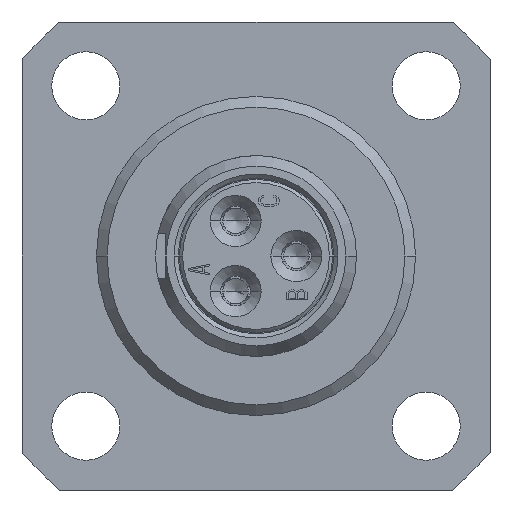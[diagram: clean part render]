
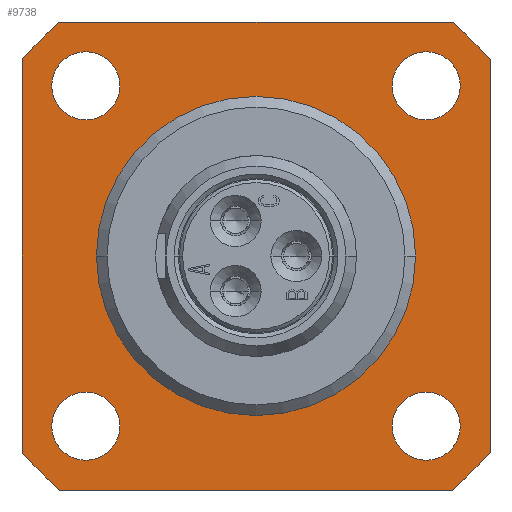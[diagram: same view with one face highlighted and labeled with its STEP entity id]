
A CAD part, left-side view. The second image highlights one B-rep face of the part: STEP entity #9738.
In plain terms, the highlighted planar face has unit normal (-1, 0, 0).
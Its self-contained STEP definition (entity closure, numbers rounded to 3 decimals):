
#350=CARTESIAN_POINT('',(-0.5,0.,0.));
#351=DIRECTION('',(1.,0.,0.));
#352=DIRECTION('',(0.,1.,0.));
#353=AXIS2_PLACEMENT_3D('',#350,#351,#352);
#363=CARTESIAN_POINT('',(-0.5,0.,0.));
#364=DIRECTION('',(1.,0.,0.));
#365=DIRECTION('',(0.,-1.,0.));
#366=AXIS2_PLACEMENT_3D('',#363,#364,#365);
#368=DIRECTION('',(0.,1.,0.));
#369=VECTOR('',#368,18.431);
#370=CARTESIAN_POINT('',(-0.5,-9.215,11.));
#371=LINE('924',#370,#369);
#372=CARTESIAN_POINT('',(-0.5,0.,0.));
#373=DIRECTION('',(1.,0.,0.));
#374=DIRECTION('',(0.,-0.642,0.767));
#375=AXIS2_PLACEMENT_3D('',#372,#373,#374);
#377=DIRECTION('',(0.,0.,1.));
#378=VECTOR('',#377,18.431);
#379=CARTESIAN_POINT('',(-0.5,-11.,-9.215));
#380=LINE('925',#379,#378);
#381=CARTESIAN_POINT('',(-0.5,0.,0.));
#382=DIRECTION('',(1.,0.,0.));
#383=DIRECTION('',(0.,-0.767,-0.642));
#384=AXIS2_PLACEMENT_3D('',#381,#382,#383);
#386=DIRECTION('',(0.,-1.,0.));
#387=VECTOR('',#386,18.431);
#388=CARTESIAN_POINT('',(-0.5,9.215,-11.));
#389=LINE('926',#388,#387);
#390=CARTESIAN_POINT('',(-0.5,0.,0.));
#391=DIRECTION('',(1.,0.,0.));
#392=DIRECTION('',(0.,0.642,-0.767));
#393=AXIS2_PLACEMENT_3D('',#390,#391,#392);
#395=DIRECTION('',(0.,0.,-1.));
#396=VECTOR('',#395,18.431);
#397=CARTESIAN_POINT('',(-0.5,11.,9.215));
#398=LINE('927',#397,#396);
#399=CARTESIAN_POINT('',(-0.5,0.,0.));
#400=DIRECTION('',(1.,0.,0.));
#401=DIRECTION('',(0.,0.767,0.642));
#402=AXIS2_PLACEMENT_3D('',#399,#400,#401);
#404=CARTESIAN_POINT('',(-0.5,8.,-8.));
#405=DIRECTION('',(-1.,0.,0.));
#406=DIRECTION('',(0.,0.,-1.));
#407=AXIS2_PLACEMENT_3D('',#404,#405,#406);
#409=CARTESIAN_POINT('',(-0.5,8.,-8.));
#410=DIRECTION('',(-1.,0.,0.));
#411=DIRECTION('',(0.,0.,1.));
#412=AXIS2_PLACEMENT_3D('',#409,#410,#411);
#414=CARTESIAN_POINT('',(-0.5,8.,8.));
#415=DIRECTION('',(-1.,0.,0.));
#416=DIRECTION('',(0.,0.,-1.));
#417=AXIS2_PLACEMENT_3D('',#414,#415,#416);
#419=CARTESIAN_POINT('',(-0.5,8.,8.));
#420=DIRECTION('',(-1.,0.,0.));
#421=DIRECTION('',(0.,0.,1.));
#422=AXIS2_PLACEMENT_3D('',#419,#420,#421);
#424=CARTESIAN_POINT('',(-0.5,-8.,-8.));
#425=DIRECTION('',(-1.,0.,0.));
#426=DIRECTION('',(0.,0.,-1.));
#427=AXIS2_PLACEMENT_3D('',#424,#425,#426);
#429=CARTESIAN_POINT('',(-0.5,-8.,-8.));
#430=DIRECTION('',(-1.,0.,0.));
#431=DIRECTION('',(0.,0.,1.));
#432=AXIS2_PLACEMENT_3D('',#429,#430,#431);
#434=CARTESIAN_POINT('',(-0.5,-8.,8.));
#435=DIRECTION('',(-1.,0.,0.));
#436=DIRECTION('',(0.,0.,-1.));
#437=AXIS2_PLACEMENT_3D('',#434,#435,#436);
#439=CARTESIAN_POINT('',(-0.5,-8.,8.));
#440=DIRECTION('',(-1.,0.,0.));
#441=DIRECTION('',(0.,0.,1.));
#442=AXIS2_PLACEMENT_3D('',#439,#440,#441);
#7370=CARTESIAN_POINT('',(-0.5,7.5,0.));
#7371=VERTEX_POINT('',#7370);
#7372=CARTESIAN_POINT('',(-0.5,-7.5,0.));
#7373=VERTEX_POINT('',#7372);
#7390=CARTESIAN_POINT('',(-0.5,8.,-9.6));
#7391=CARTESIAN_POINT('',(-0.5,8.,-6.4));
#7392=VERTEX_POINT('',#7390);
#7393=VERTEX_POINT('',#7391);
#7394=CARTESIAN_POINT('',(-0.5,8.,6.4));
#7395=CARTESIAN_POINT('',(-0.5,8.,9.6));
#7396=VERTEX_POINT('',#7394);
#7397=VERTEX_POINT('',#7395);
#7398=CARTESIAN_POINT('',(-0.5,-8.,-9.6));
#7399=CARTESIAN_POINT('',(-0.5,-8.,-6.4));
#7400=VERTEX_POINT('',#7398);
#7401=VERTEX_POINT('',#7399);
#7402=CARTESIAN_POINT('',(-0.5,-8.,6.4));
#7403=CARTESIAN_POINT('',(-0.5,-8.,9.6));
#7404=VERTEX_POINT('',#7402);
#7405=VERTEX_POINT('',#7403);
#7494=CARTESIAN_POINT('',(-0.5,-9.215,11.));
#7495=CARTESIAN_POINT('',(-0.5,9.215,11.));
#7496=VERTEX_POINT('',#7494);
#7497=VERTEX_POINT('',#7495);
#7498=CARTESIAN_POINT('',(-0.5,-11.,-9.215));
#7499=CARTESIAN_POINT('',(-0.5,-11.,9.215));
#7500=VERTEX_POINT('',#7498);
#7501=VERTEX_POINT('',#7499);
#7502=CARTESIAN_POINT('',(-0.5,9.215,-11.));
#7503=CARTESIAN_POINT('',(-0.5,-9.215,-11.));
#7504=VERTEX_POINT('',#7502);
#7505=VERTEX_POINT('',#7503);
#7506=CARTESIAN_POINT('',(-0.5,11.,9.215));
#7507=CARTESIAN_POINT('',(-0.5,11.,-9.215));
#7508=VERTEX_POINT('',#7506);
#7509=VERTEX_POINT('',#7507);
#9687=CARTESIAN_POINT('',(-0.5,0.,0.));
#9688=DIRECTION('',(1.,0.,0.));
#9689=DIRECTION('',(0.,0.,-1.));
#9690=AXIS2_PLACEMENT_3D('',#9687,#9688,#9689);
#9691=PLANE('289',#9690);
#9693=ORIENTED_EDGE('924',*,*,#9692,.F.);
#9695=ORIENTED_EDGE('976',*,*,#9694,.T.);
#9697=ORIENTED_EDGE('925',*,*,#9696,.F.);
#9699=ORIENTED_EDGE('975',*,*,#9698,.T.);
#9701=ORIENTED_EDGE('926',*,*,#9700,.F.);
#9703=ORIENTED_EDGE('974',*,*,#9702,.T.);
#9705=ORIENTED_EDGE('927',*,*,#9704,.F.);
#9707=ORIENTED_EDGE('963',*,*,#9706,.T.);
#9708=EDGE_LOOP('289',(#9693,#9695,#9697,#9699,#9701,#9703,#9705,#9707));
#9709=FACE_OUTER_BOUND('289',#9708,.F.);
#9711=ORIENTED_EDGE('828',*,*,#9710,.T.);
#9713=ORIENTED_EDGE('829',*,*,#9712,.T.);
#9714=EDGE_LOOP('289',(#9711,#9713));
#9715=FACE_BOUND('289',#9714,.F.);
#9717=ORIENTED_EDGE('830',*,*,#9716,.T.);
#9719=ORIENTED_EDGE('831',*,*,#9718,.T.);
#9720=EDGE_LOOP('289',(#9717,#9719));
#9721=FACE_BOUND('289',#9720,.F.);
#9723=ORIENTED_EDGE('832',*,*,#9722,.T.);
#9725=ORIENTED_EDGE('833',*,*,#9724,.T.);
#9726=EDGE_LOOP('289',(#9723,#9725));
#9727=FACE_BOUND('289',#9726,.F.);
#9729=ORIENTED_EDGE('834',*,*,#9728,.T.);
#9731=ORIENTED_EDGE('835',*,*,#9730,.T.);
#9732=EDGE_LOOP('289',(#9729,#9731));
#9733=FACE_BOUND('289',#9732,.F.);
#9734=ORIENTED_EDGE('818',*,*,#9652,.F.);
#9735=ORIENTED_EDGE('819',*,*,#9675,.F.);
#9736=EDGE_LOOP('289',(#9734,#9735));
#9737=FACE_BOUND('289',#9736,.F.);
#354=CIRCLE('818',#353,7.5);
#367=CIRCLE('819',#366,7.5);
#376=CIRCLE('976',#375,14.35);
#385=CIRCLE('975',#384,14.35);
#394=CIRCLE('974',#393,14.35);
#403=CIRCLE('963',#402,14.35);
#408=CIRCLE('828',#407,1.6);
#413=CIRCLE('829',#412,1.6);
#418=CIRCLE('830',#417,1.6);
#423=CIRCLE('831',#422,1.6);
#428=CIRCLE('832',#427,1.6);
#433=CIRCLE('833',#432,1.6);
#438=CIRCLE('834',#437,1.6);
#443=CIRCLE('835',#442,1.6);
#9652=EDGE_CURVE('818',#7371,#7373,#354,.T.);
#9675=EDGE_CURVE('819',#7373,#7371,#367,.T.);
#9692=EDGE_CURVE('924',#7496,#7497,#371,.T.);
#9694=EDGE_CURVE('976',#7496,#7501,#376,.T.);
#9696=EDGE_CURVE('925',#7500,#7501,#380,.T.);
#9698=EDGE_CURVE('975',#7500,#7505,#385,.T.);
#9700=EDGE_CURVE('926',#7504,#7505,#389,.T.);
#9702=EDGE_CURVE('974',#7504,#7509,#394,.T.);
#9704=EDGE_CURVE('927',#7508,#7509,#398,.T.);
#9706=EDGE_CURVE('963',#7508,#7497,#403,.T.);
#9710=EDGE_CURVE('828',#7392,#7393,#408,.T.);
#9712=EDGE_CURVE('829',#7393,#7392,#413,.T.);
#9716=EDGE_CURVE('830',#7396,#7397,#418,.T.);
#9718=EDGE_CURVE('831',#7397,#7396,#423,.T.);
#9722=EDGE_CURVE('832',#7400,#7401,#428,.T.);
#9724=EDGE_CURVE('833',#7401,#7400,#433,.T.);
#9728=EDGE_CURVE('834',#7404,#7405,#438,.T.);
#9730=EDGE_CURVE('835',#7405,#7404,#443,.T.);
#9738=ADVANCED_FACE('289',(#9709,#9715,#9721,#9727,#9733,#9737),#9691,.F.);
